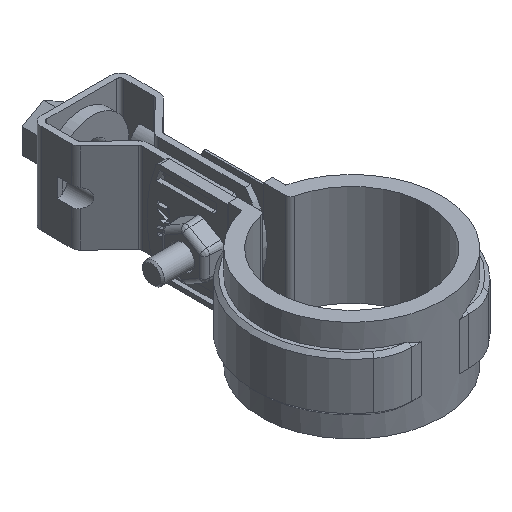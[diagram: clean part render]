
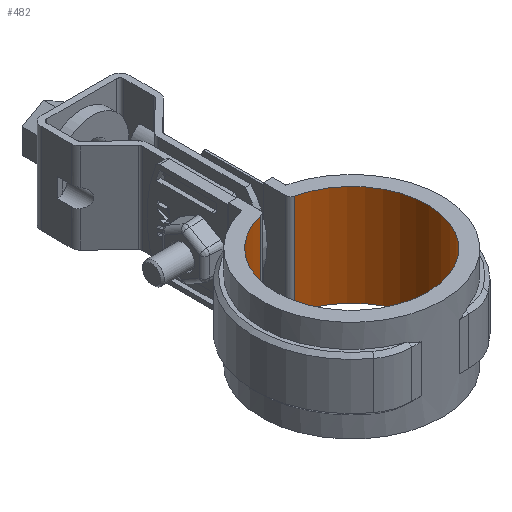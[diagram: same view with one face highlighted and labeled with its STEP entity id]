
A CAD part, isometric view. The second image highlights one B-rep face of the part: STEP entity #482.
In plain terms, the highlighted cylindrical face has radius 21 mm (diameter 42 mm), a partial arc.
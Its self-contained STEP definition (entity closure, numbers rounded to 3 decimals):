
#482 = ADVANCED_FACE( '', ( #941 ), #942, .F. );
#941 = FACE_OUTER_BOUND( '', #2034, .T. );
#942 = CYLINDRICAL_SURFACE( '', #2035, 21. );
#2034 = EDGE_LOOP( '', ( #4354, #4355, #4356, #4357 ) );
#2035 = AXIS2_PLACEMENT_3D( '', #4358, #4359, #4360 );
#4354 = ORIENTED_EDGE( '', *, *, #6428, .F. );
#4355 = ORIENTED_EDGE( '', *, *, #6442, .T. );
#4356 = ORIENTED_EDGE( '', *, *, #6433, .T. );
#4357 = ORIENTED_EDGE( '', *, *, #6473, .T. );
#4358 = CARTESIAN_POINT( '', ( 0., 0., -86.811 ) );
#4359 = DIRECTION( '', ( 0., 0., -1. ) );
#4360 = DIRECTION( '', ( -1., 0., 0. ) );
#6428 = EDGE_CURVE( '', #7571, #7573, #7574, .F. );
#6433 = EDGE_CURVE( '', #7580, #7578, #7581, .F. );
#6442 = EDGE_CURVE( '', #7571, #7580, #7593, .T. );
#6473 = EDGE_CURVE( '', #7578, #7573, #7632, .F. );
#7571 = VERTEX_POINT( '', #10857 );
#7573 = VERTEX_POINT( '', #10859 );
#7574 = CIRCLE( '', #10860, 21. );
#7578 = VERTEX_POINT( '', #10866 );
#7580 = VERTEX_POINT( '', #10868 );
#7581 = CIRCLE( '', #10869, 21. );
#7593 = LINE( '', #10886, #10887 );
#7632 = LINE( '', #10971, #10972 );
#10857 = CARTESIAN_POINT( '', ( -4.667, 20.475, -26.5 ) );
#10859 = CARTESIAN_POINT( '', ( 4.667, 20.475, -26.5 ) );
#10860 = AXIS2_PLACEMENT_3D( '', #12806, #12807, #12808 );
#10866 = CARTESIAN_POINT( '', ( 4.667, 20.475, 1.5 ) );
#10868 = CARTESIAN_POINT( '', ( -4.667, 20.475, 1.5 ) );
#10869 = AXIS2_PLACEMENT_3D( '', #12817, #12818, #12819 );
#10886 = CARTESIAN_POINT( '', ( -4.667, 20.475, -86.811 ) );
#10887 = VECTOR( '', #12834, 1000. );
#10971 = CARTESIAN_POINT( '', ( 4.667, 20.475, -86.811 ) );
#10972 = VECTOR( '', #12874, 1000. );
#12806 = CARTESIAN_POINT( '', ( 0., 0., -26.5 ) );
#12807 = DIRECTION( '', ( 0., 0., -1. ) );
#12808 = DIRECTION( '', ( -1., 0., 0. ) );
#12817 = CARTESIAN_POINT( '', ( 0., 0., 1.5 ) );
#12818 = DIRECTION( '', ( 0., 0., -1. ) );
#12819 = DIRECTION( '', ( -1., 0., 0. ) );
#12834 = DIRECTION( '', ( 0., 0., 1. ) );
#12874 = DIRECTION( '', ( 0., 0., 1. ) );
